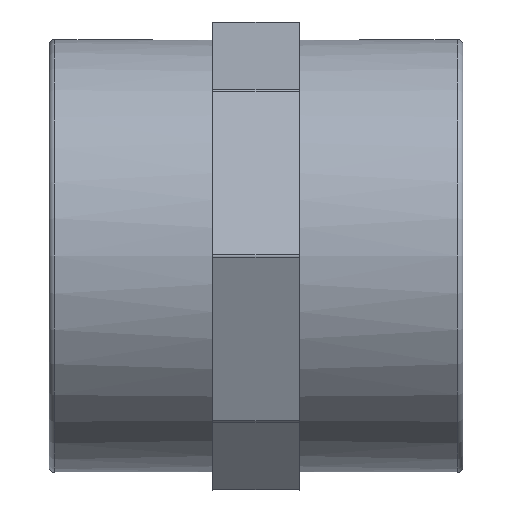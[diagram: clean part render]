
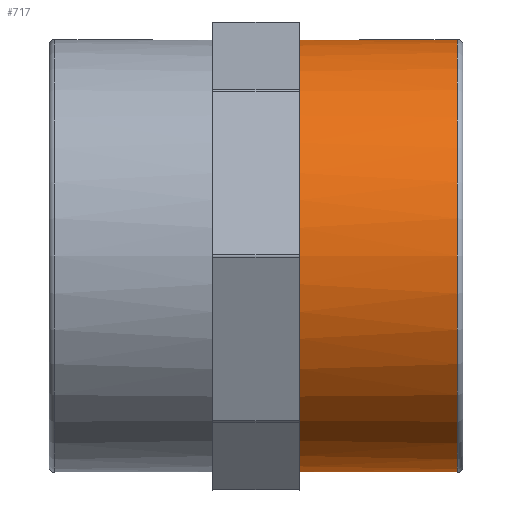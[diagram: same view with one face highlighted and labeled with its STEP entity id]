
A CAD part, front view. The second image highlights one B-rep face of the part: STEP entity #717.
In plain terms, the highlighted cylindrical face has radius 37.5 mm (diameter 75 mm), a full revolution.
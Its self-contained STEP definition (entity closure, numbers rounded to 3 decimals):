
#79=FACE_OUTER_BOUND('',#124,.T.);
#124=EDGE_LOOP('',(#598,#599,#600,#601,#602,#603,#604,#605,#606,#607,#608,
#609,#610));
#192=LINE('',#1262,#245);
#245=VECTOR('',#1025,37.5);
#251=CIRCLE('',#757,37.5);
#254=CIRCLE('',#763,37.5);
#257=CIRCLE('',#769,37.5);
#260=CIRCLE('',#775,37.5);
#261=CIRCLE('',#776,37.5);
#264=CIRCLE('',#782,37.5);
#267=CIRCLE('',#788,37.5);
#270=CIRCLE('',#794,37.5);
#273=CIRCLE('',#800,37.5);
#281=CIRCLE('',#813,37.5);
#282=CIRCLE('',#814,37.5);
#304=VERTEX_POINT('',#1104);
#305=VERTEX_POINT('',#1106);
#313=VERTEX_POINT('',#1128);
#319=VERTEX_POINT('',#1146);
#325=VERTEX_POINT('',#1164);
#326=VERTEX_POINT('',#1166);
#332=VERTEX_POINT('',#1184);
#338=VERTEX_POINT('',#1202);
#344=VERTEX_POINT('',#1220);
#354=VERTEX_POINT('',#1256);
#355=VERTEX_POINT('',#1258);
#369=EDGE_CURVE('',#305,#304,#251,.T.);
#380=EDGE_CURVE('',#313,#305,#254,.T.);
#389=EDGE_CURVE('',#319,#313,#257,.T.);
#398=EDGE_CURVE('',#325,#319,#260,.T.);
#399=EDGE_CURVE('',#326,#325,#261,.T.);
#408=EDGE_CURVE('',#332,#326,#264,.T.);
#417=EDGE_CURVE('',#338,#332,#267,.T.);
#426=EDGE_CURVE('',#344,#338,#270,.T.);
#434=EDGE_CURVE('',#304,#344,#273,.T.);
#445=EDGE_CURVE('',#354,#355,#281,.T.);
#446=EDGE_CURVE('',#355,#354,#282,.T.);
#447=EDGE_CURVE('',#355,#325,#192,.T.);
#598=ORIENTED_EDGE('',*,*,#446,.F.);
#599=ORIENTED_EDGE('',*,*,#447,.T.);
#600=ORIENTED_EDGE('',*,*,#398,.T.);
#601=ORIENTED_EDGE('',*,*,#389,.T.);
#602=ORIENTED_EDGE('',*,*,#380,.T.);
#603=ORIENTED_EDGE('',*,*,#369,.T.);
#604=ORIENTED_EDGE('',*,*,#434,.T.);
#605=ORIENTED_EDGE('',*,*,#426,.T.);
#606=ORIENTED_EDGE('',*,*,#417,.T.);
#607=ORIENTED_EDGE('',*,*,#408,.T.);
#608=ORIENTED_EDGE('',*,*,#399,.T.);
#609=ORIENTED_EDGE('',*,*,#447,.F.);
#610=ORIENTED_EDGE('',*,*,#445,.F.);
#685=CYLINDRICAL_SURFACE('',#815,37.5);
#717=ADVANCED_FACE('',(#79),#685,.T.);
#757=AXIS2_PLACEMENT_3D('',#1107,#861,#862);
#763=AXIS2_PLACEMENT_3D('',#1129,#881,#882);
#769=AXIS2_PLACEMENT_3D('',#1147,#899,#900);
#775=AXIS2_PLACEMENT_3D('',#1165,#917,#918);
#776=AXIS2_PLACEMENT_3D('',#1167,#919,#920);
#782=AXIS2_PLACEMENT_3D('',#1185,#937,#938);
#788=AXIS2_PLACEMENT_3D('',#1203,#955,#956);
#794=AXIS2_PLACEMENT_3D('',#1221,#973,#974);
#800=AXIS2_PLACEMENT_3D('',#1235,#990,#991);
#813=AXIS2_PLACEMENT_3D('',#1259,#1019,#1020);
#814=AXIS2_PLACEMENT_3D('',#1260,#1021,#1022);
#815=AXIS2_PLACEMENT_3D('',#1261,#1023,#1024);
#861=DIRECTION('center_axis',(1.,0.,0.));
#862=DIRECTION('ref_axis',(0.,1.,0.));
#881=DIRECTION('center_axis',(1.,0.,0.));
#882=DIRECTION('ref_axis',(0.,1.,0.));
#899=DIRECTION('center_axis',(1.,0.,0.));
#900=DIRECTION('ref_axis',(0.,1.,0.));
#917=DIRECTION('center_axis',(1.,0.,0.));
#918=DIRECTION('ref_axis',(0.,1.,0.));
#919=DIRECTION('center_axis',(1.,0.,0.));
#920=DIRECTION('ref_axis',(0.,1.,0.));
#937=DIRECTION('center_axis',(1.,0.,0.));
#938=DIRECTION('ref_axis',(0.,1.,0.));
#955=DIRECTION('center_axis',(1.,0.,0.));
#956=DIRECTION('ref_axis',(0.,1.,0.));
#973=DIRECTION('center_axis',(1.,0.,0.));
#974=DIRECTION('ref_axis',(0.,1.,0.));
#990=DIRECTION('center_axis',(1.,0.,0.));
#991=DIRECTION('ref_axis',(0.,1.,0.));
#1019=DIRECTION('center_axis',(1.,0.,0.));
#1020=DIRECTION('ref_axis',(0.,-1.,0.));
#1021=DIRECTION('center_axis',(1.,0.,0.));
#1022=DIRECTION('ref_axis',(0.,-1.,0.));
#1023=DIRECTION('center_axis',(1.,0.,0.));
#1024=DIRECTION('ref_axis',(0.,1.,0.));
#1025=DIRECTION('',(-1.,0.,0.));
#1104=CARTESIAN_POINT('',(1.35,34.645,-14.351));
#1106=CARTESIAN_POINT('',(1.35,14.351,-34.645));
#1107=CARTESIAN_POINT('Origin',(1.35,0.,0.));
#1128=CARTESIAN_POINT('',(1.35,-14.351,-34.645));
#1129=CARTESIAN_POINT('Origin',(1.35,0.,0.));
#1146=CARTESIAN_POINT('',(1.35,-34.645,-14.351));
#1147=CARTESIAN_POINT('Origin',(1.35,0.,0.));
#1164=CARTESIAN_POINT('',(1.35,-37.5,0.));
#1165=CARTESIAN_POINT('Origin',(1.35,0.,0.));
#1166=CARTESIAN_POINT('',(1.35,-34.645,14.351));
#1167=CARTESIAN_POINT('Origin',(1.35,0.,0.));
#1184=CARTESIAN_POINT('',(1.35,-14.351,34.645));
#1185=CARTESIAN_POINT('Origin',(1.35,0.,0.));
#1202=CARTESIAN_POINT('',(1.35,14.351,34.645));
#1203=CARTESIAN_POINT('Origin',(1.35,0.,0.));
#1220=CARTESIAN_POINT('',(1.35,34.645,14.351));
#1221=CARTESIAN_POINT('Origin',(1.35,0.,0.));
#1235=CARTESIAN_POINT('Origin',(1.35,0.,0.));
#1256=CARTESIAN_POINT('',(28.7,0.,37.5));
#1258=CARTESIAN_POINT('',(28.7,-37.5,0.));
#1259=CARTESIAN_POINT('Origin',(28.7,0.,0.));
#1260=CARTESIAN_POINT('Origin',(28.7,0.,0.));
#1261=CARTESIAN_POINT('Origin',(-6.15,0.,0.));
#1262=CARTESIAN_POINT('',(-6.15,-37.5,0.));
